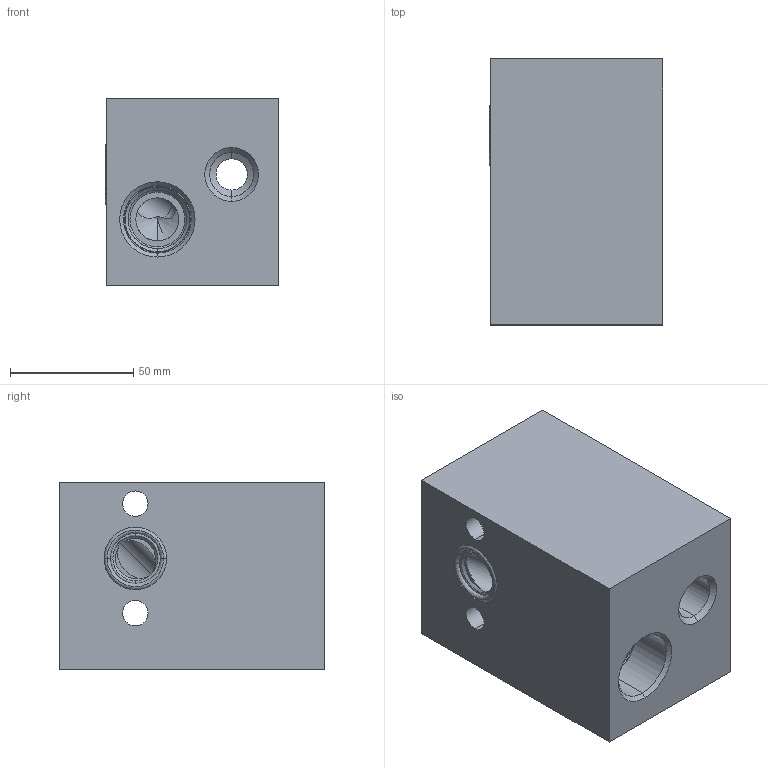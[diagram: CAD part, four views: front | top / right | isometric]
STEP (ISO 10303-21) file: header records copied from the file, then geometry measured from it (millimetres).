
FILE_DESCRIPTION((''),'2;1');
FILE_NAME('YVW_ASM','2019-10-16T',('ProEService'),(''),'PRO/ENGINEER BY PARAMETRIC TECHNOLOGY CORPORATION, 2014200','PRO/ENGINEER BY PARAMETRIC TECHNOLOGY CORPORATION, 2014200','');
FILE_SCHEMA(('CONFIG_CONTROL_DESIGN'));
Length unit declared in the file: inch
Products named in the file (3): 150-804-001; 500-001-117; YVW_ASM
Assembly tree (2 placements, depth 2):
  YVW_ASM
    150-804-001
    500-001-117
Bounding box: 70.31 x 107.95 x 76.2 mm (x, y, z)
Volume: 459633.4 mm3; surface area: 67484.9 mm2
Topology: 2 solids, 2 shells, 133 faces, 564 edges, 542 vertices
Faces by surface type: cylinder 64, cone 39, plane 15, sphere 9, revolution 4, torus 2
Entity records: 7506 total; most frequent: CARTESIAN_POINT 3126, DIRECTION 880, ORIENTED_EDGE 668, EDGE_CURVE 334, VECTOR 330, LINE 330, AXIS2_PLACEMENT_3D 273, TRIMMED_CURVE 222
